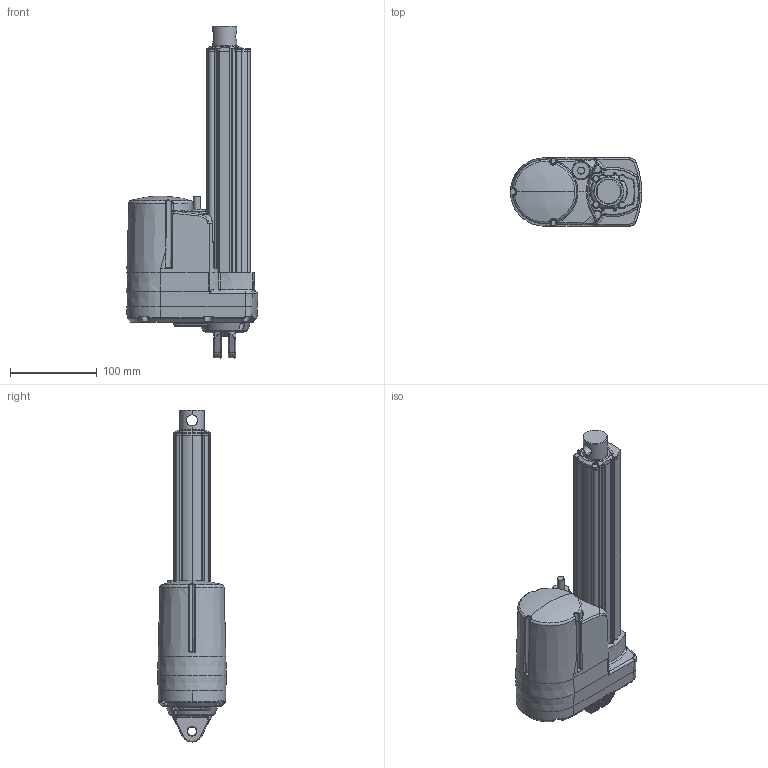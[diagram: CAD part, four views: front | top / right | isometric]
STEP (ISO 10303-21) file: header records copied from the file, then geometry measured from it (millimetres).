
FILE_DESCRIPTION (( 'STEP AP203' ), '1' );
FILE_NAME ('3D_MA2-A.STEP', '2017-02-10T02:23:51', ( 'Phil Lee' ), ( 'Toshiba' ), 'SwSTEP 2.0', 'SolidWorks 2015', '' );
FILE_SCHEMA (( 'CONFIG_CONTROL_DESIGN' ));
Length unit declared in the file: millimetre
Products named in the file (1): 3D_MA2-A
Bounding box: 151.38 x 78.94 x 382.45 mm (x, y, z)
Volume: 131048 mm3; surface area: 148439.6 mm2
Topology: 8 solids, 9 shells, 1092 faces, 2619 edges, 1506 vertices
Faces by surface type: bspline 274, cylinder 237, torus 199, plane 176, cone 151, sphere 55
Entity records: 40148 total; most frequent: CARTESIAN_POINT 16530, ORIENTED_EDGE 5152, DIRECTION 4852, EDGE_CURVE 2576, AXIS2_PLACEMENT_3D 2077, VERTEX_POINT 1506, CIRCLE 1258, EDGE_LOOP 1104
